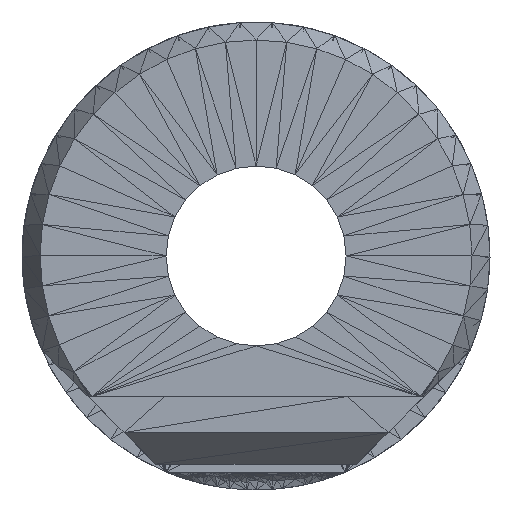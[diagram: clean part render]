
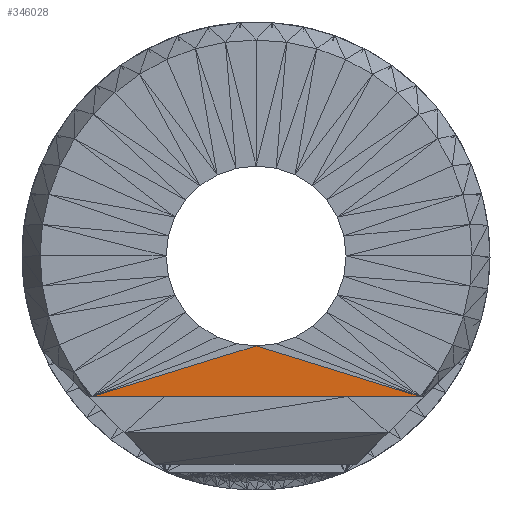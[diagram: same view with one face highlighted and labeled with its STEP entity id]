
A CAD part, front view. The second image highlights one B-rep face of the part: STEP entity #346028.
In plain terms, the highlighted planar face has unit normal (0, -1, 0).
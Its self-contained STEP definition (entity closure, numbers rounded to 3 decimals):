
#346028 = ADVANCED_FACE('',(#346029),#346043,.T.);
#346029 = FACE_BOUND('',#346030,.T.);
#346030 = EDGE_LOOP('',(#346031,#346054,#346070));
#346031 = ORIENTED_EDGE('',*,*,#346032,.F.);
#346032 = EDGE_CURVE('',#346033,#346035,#346037,.T.);
#346033 = VERTEX_POINT('',#346034);
#346034 = CARTESIAN_POINT('',(-14.453,-140.615,
    -12.395));
#346035 = VERTEX_POINT('',#346036);
#346036 = CARTESIAN_POINT('',(0.013,-140.615,-7.938)
  );
#346037 = SURFACE_CURVE('',#346038,(#346042),.PCURVE_S1.);
#346038 = LINE('',#346039,#346040);
#346039 = CARTESIAN_POINT('',(-14.453,-140.615,
    -12.395));
#346040 = VECTOR('',#346041,1.);
#346041 = DIRECTION('',(0.956,0.,0.294));
#346042 = PCURVE('',#346043,#346048);
#346043 = PLANE('',#346044);
#346044 = AXIS2_PLACEMENT_3D('',#346045,#346046,#346047);
#346045 = CARTESIAN_POINT('',(0.013,-140.615,
    -11.256));
#346046 = DIRECTION('',(-0.,-1.,-0.));
#346047 = DIRECTION('',(0.,0.,-1.));
#346048 = DEFINITIONAL_REPRESENTATION('',(#346049),#346053);
#346049 = LINE('',#346050,#346051);
#346050 = CARTESIAN_POINT('',(1.14,-14.466));
#346051 = VECTOR('',#346052,1.);
#346052 = DIRECTION('',(-0.294,0.956));
#346053 = ( GEOMETRIC_REPRESENTATION_CONTEXT(2) 
PARAMETRIC_REPRESENTATION_CONTEXT() REPRESENTATION_CONTEXT('2D SPACE',''
  ) );
#346054 = ORIENTED_EDGE('',*,*,#346055,.F.);
#346055 = EDGE_CURVE('',#346056,#346033,#346058,.T.);
#346056 = VERTEX_POINT('',#346057);
#346057 = CARTESIAN_POINT('',(14.479,-140.615,
    -12.395));
#346058 = SURFACE_CURVE('',#346059,(#346063),.PCURVE_S1.);
#346059 = LINE('',#346060,#346061);
#346060 = CARTESIAN_POINT('',(14.479,-140.615,
    -12.395));
#346061 = VECTOR('',#346062,1.);
#346062 = DIRECTION('',(-1.,0.,0.));
#346063 = PCURVE('',#346043,#346064);
#346064 = DEFINITIONAL_REPRESENTATION('',(#346065),#346069);
#346065 = LINE('',#346066,#346067);
#346066 = CARTESIAN_POINT('',(1.14,14.466));
#346067 = VECTOR('',#346068,1.);
#346068 = DIRECTION('',(0.,-1.));
#346069 = ( GEOMETRIC_REPRESENTATION_CONTEXT(2) 
PARAMETRIC_REPRESENTATION_CONTEXT() REPRESENTATION_CONTEXT('2D SPACE',''
  ) );
#346070 = ORIENTED_EDGE('',*,*,#346071,.F.);
#346071 = EDGE_CURVE('',#346035,#346056,#346072,.T.);
#346072 = SURFACE_CURVE('',#346073,(#346077),.PCURVE_S1.);
#346073 = LINE('',#346074,#346075);
#346074 = CARTESIAN_POINT('',(0.013,-140.615,-7.938)
  );
#346075 = VECTOR('',#346076,1.);
#346076 = DIRECTION('',(0.956,0.,-0.294));
#346077 = PCURVE('',#346043,#346078);
#346078 = DEFINITIONAL_REPRESENTATION('',(#346079),#346083);
#346079 = LINE('',#346080,#346081);
#346080 = CARTESIAN_POINT('',(-3.318,0.));
#346081 = VECTOR('',#346082,1.);
#346082 = DIRECTION('',(0.294,0.956));
#346083 = ( GEOMETRIC_REPRESENTATION_CONTEXT(2) 
PARAMETRIC_REPRESENTATION_CONTEXT() REPRESENTATION_CONTEXT('2D SPACE',''
  ) );
